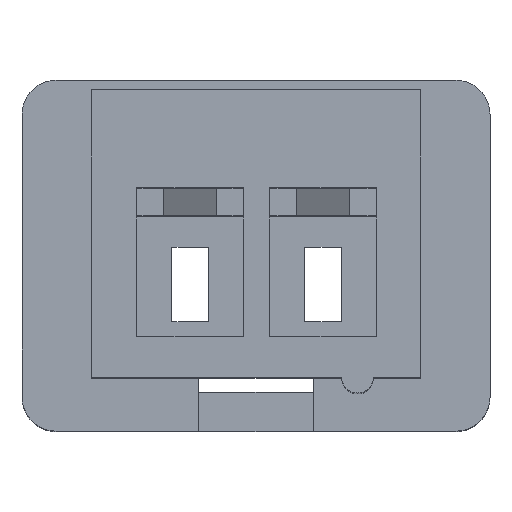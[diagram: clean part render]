
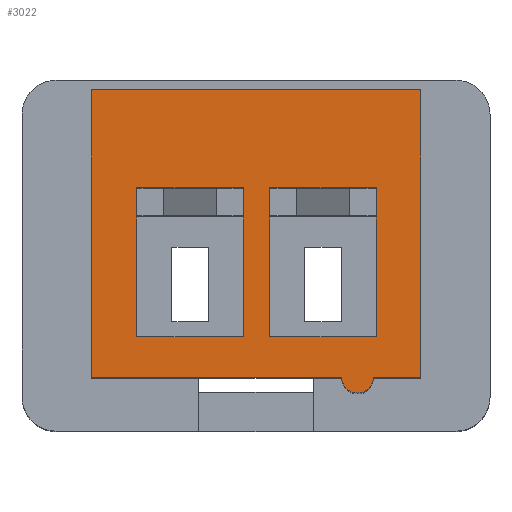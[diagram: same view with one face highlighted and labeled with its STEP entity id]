
A CAD part, top view. The second image highlights one B-rep face of the part: STEP entity #3022.
In plain terms, the highlighted planar face has unit normal (0, 0, 1).
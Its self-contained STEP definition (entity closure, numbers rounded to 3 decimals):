
#94=DIRECTION('',(1.,0.,0.));
#95=VECTOR('',#94,2.355);
#96=CARTESIAN_POINT('',(-1.55,-1.15,4.7));
#97=LINE('',#96,#95);
#102=DIRECTION('',(1.,0.,0.));
#103=VECTOR('',#102,0.445);
#104=CARTESIAN_POINT('',(1.105,-1.15,4.7));
#105=LINE('',#104,#103);
#562=DIRECTION('',(0.,-1.,0.));
#563=VECTOR('',#562,1.4);
#564=CARTESIAN_POINT('',(1.13,0.63,4.7));
#565=LINE('',#564,#563);
#774=DIRECTION('',(0.,-1.,0.));
#775=VECTOR('',#774,1.4);
#776=CARTESIAN_POINT('',(-0.12,0.63,4.7));
#777=LINE('',#776,#775);
#818=DIRECTION('',(0.,1.,0.));
#819=VECTOR('',#818,1.4);
#820=CARTESIAN_POINT('',(-1.12,-0.77,4.7));
#821=LINE('',#820,#819);
#834=DIRECTION('',(-1.,0.,0.));
#835=VECTOR('',#834,1.);
#836=CARTESIAN_POINT('',(1.13,0.63,4.7));
#837=LINE('',#836,#835);
#838=DIRECTION('',(1.,0.,0.));
#839=VECTOR('',#838,1.);
#840=CARTESIAN_POINT('',(0.13,-0.77,4.7));
#841=LINE('',#840,#839);
#842=DIRECTION('',(-1.,0.,0.));
#843=VECTOR('',#842,1.);
#844=CARTESIAN_POINT('',(-0.12,0.63,4.7));
#845=LINE('',#844,#843);
#846=DIRECTION('',(1.,0.,0.));
#847=VECTOR('',#846,1.);
#848=CARTESIAN_POINT('',(-1.12,-0.77,4.7));
#849=LINE('',#848,#847);
#850=CARTESIAN_POINT('',(0.955,-1.15,4.7));
#851=DIRECTION('',(0.,0.,1.));
#852=DIRECTION('',(-1.,0.,0.));
#853=AXIS2_PLACEMENT_3D('',#850,#851,#852);
#855=DIRECTION('',(0.,-1.,0.));
#856=VECTOR('',#855,2.7);
#857=CARTESIAN_POINT('',(-1.55,1.55,4.7));
#858=LINE('',#857,#856);
#859=DIRECTION('',(1.,0.,0.));
#860=VECTOR('',#859,3.1);
#861=CARTESIAN_POINT('',(-1.55,1.55,4.7));
#862=LINE('',#861,#860);
#863=DIRECTION('',(0.,-1.,0.));
#864=VECTOR('',#863,2.7);
#865=CARTESIAN_POINT('',(1.55,1.55,4.7));
#866=LINE('',#865,#864);
#903=DIRECTION('',(0.,1.,0.));
#904=VECTOR('',#903,1.4);
#905=CARTESIAN_POINT('',(0.13,-0.77,4.7));
#906=LINE('',#905,#904);
#1365=CARTESIAN_POINT('',(-1.55,1.55,4.7));
#1366=CARTESIAN_POINT('',(-1.55,-1.15,4.7));
#1367=VERTEX_POINT('',#1365);
#1368=VERTEX_POINT('',#1366);
#1369=CARTESIAN_POINT('',(1.55,1.55,4.7));
#1370=CARTESIAN_POINT('',(1.55,-1.15,4.7));
#1371=VERTEX_POINT('',#1369);
#1372=VERTEX_POINT('',#1370);
#1585=CARTESIAN_POINT('',(0.13,-0.77,4.7));
#1586=CARTESIAN_POINT('',(1.13,-0.77,4.7));
#1587=VERTEX_POINT('',#1585);
#1588=VERTEX_POINT('',#1586);
#1625=CARTESIAN_POINT('',(1.13,0.63,4.7));
#1626=CARTESIAN_POINT('',(0.13,0.63,4.7));
#1627=VERTEX_POINT('',#1625);
#1628=VERTEX_POINT('',#1626);
#1663=CARTESIAN_POINT('',(-0.12,-0.77,4.7));
#1664=VERTEX_POINT('',#1663);
#1665=CARTESIAN_POINT('',(-1.12,-0.77,4.7));
#1666=VERTEX_POINT('',#1665);
#1671=CARTESIAN_POINT('',(-0.12,0.63,4.7));
#1673=VERTEX_POINT('',#1671);
#1675=CARTESIAN_POINT('',(-1.12,0.63,4.7));
#1677=VERTEX_POINT('',#1675);
#1785=CARTESIAN_POINT('',(0.805,-1.15,4.7));
#1786=VERTEX_POINT('',#1785);
#1787=CARTESIAN_POINT('',(1.105,-1.15,4.7));
#1788=VERTEX_POINT('',#1787);
#2990=CARTESIAN_POINT('',(-2.2,1.55,4.7));
#2991=DIRECTION('',(0.,0.,1.));
#2992=DIRECTION('',(0.,-1.,0.));
#2993=AXIS2_PLACEMENT_3D('',#2990,#2991,#2992);
#2994=PLANE('',#2993);
#2995=ORIENTED_EDGE('',*,*,#1912,.F.);
#2996=ORIENTED_EDGE('',*,*,#1878,.F.);
#2997=ORIENTED_EDGE('',*,*,#1901,.F.);
#2999=ORIENTED_EDGE('',*,*,#2998,.F.);
#3001=ORIENTED_EDGE('',*,*,#3000,.T.);
#3003=ORIENTED_EDGE('',*,*,#3002,.T.);
#3004=EDGE_LOOP('',(#2995,#2996,#2997,#2999,#3001,#3003));
#3005=FACE_OUTER_BOUND('',#3004,.F.);
#3006=ORIENTED_EDGE('',*,*,#2963,.T.);
#3007=ORIENTED_EDGE('',*,*,#2975,.F.);
#3009=ORIENTED_EDGE('',*,*,#3008,.T.);
#3010=ORIENTED_EDGE('',*,*,#2887,.F.);
#3011=EDGE_LOOP('',(#3006,#3007,#3009,#3010));
#3012=FACE_BOUND('',#3011,.F.);
#3014=ORIENTED_EDGE('',*,*,#3013,.T.);
#3016=ORIENTED_EDGE('',*,*,#3015,.F.);
#3018=ORIENTED_EDGE('',*,*,#3017,.T.);
#3019=ORIENTED_EDGE('',*,*,#2582,.F.);
#3020=EDGE_LOOP('',(#3014,#3016,#3018,#3019));
#3021=FACE_BOUND('',#3020,.F.);
#854=CIRCLE('',#853,0.15);
#1878=EDGE_CURVE('',#1786,#1788,#854,.T.);
#1901=EDGE_CURVE('',#1368,#1786,#97,.T.);
#1912=EDGE_CURVE('',#1788,#1372,#105,.T.);
#2582=EDGE_CURVE('',#1627,#1588,#565,.T.);
#2887=EDGE_CURVE('',#1673,#1664,#777,.T.);
#2963=EDGE_CURVE('',#1673,#1677,#845,.T.);
#2975=EDGE_CURVE('',#1666,#1677,#821,.T.);
#2998=EDGE_CURVE('',#1367,#1368,#858,.T.);
#3000=EDGE_CURVE('',#1367,#1371,#862,.T.);
#3002=EDGE_CURVE('',#1371,#1372,#866,.T.);
#3008=EDGE_CURVE('',#1666,#1664,#849,.T.);
#3013=EDGE_CURVE('',#1627,#1628,#837,.T.);
#3015=EDGE_CURVE('',#1587,#1628,#906,.T.);
#3017=EDGE_CURVE('',#1587,#1588,#841,.T.);
#3022=ADVANCED_FACE('',(#3005,#3012,#3021),#2994,.T.);
